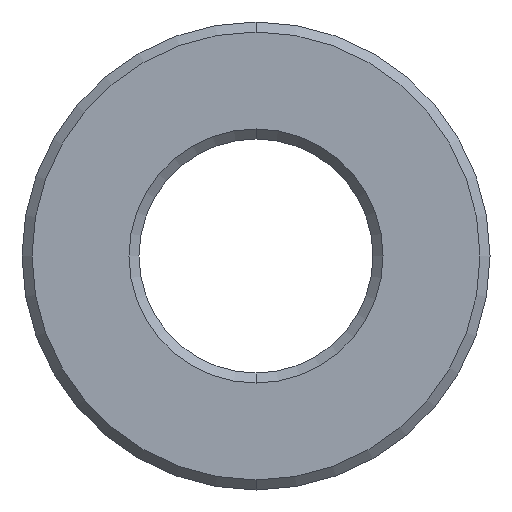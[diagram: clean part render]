
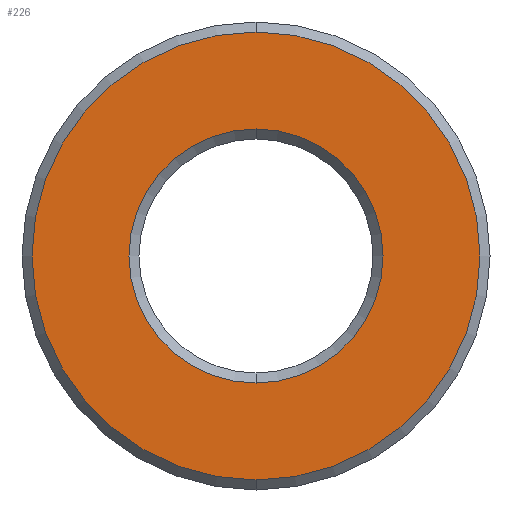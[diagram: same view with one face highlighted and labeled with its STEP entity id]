
A CAD part, front view. The second image highlights one B-rep face of the part: STEP entity #226.
In plain terms, the highlighted planar face has unit normal (0, -1, 0).
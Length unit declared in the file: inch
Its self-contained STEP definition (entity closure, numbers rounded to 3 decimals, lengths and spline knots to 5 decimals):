
#14 = PLANE ( 'NONE',  #125 ) ;
#16 = DIRECTION ( 'NONE',  ( 0., 0., -1. ) ) ;
#27 = DIRECTION ( 'NONE',  ( 0., 1., 0. ) ) ;
#46 = CARTESIAN_POINT ( 'NONE',  ( 0., -0.0625, -0.1015 ) ) ;
#47 = CARTESIAN_POINT ( 'NONE',  ( 0., -0.0625, 0. ) ) ;
#59 = CARTESIAN_POINT ( 'NONE',  ( 0., -0.0625, 0. ) ) ;
#70 = AXIS2_PLACEMENT_3D ( 'NONE', #59, #401, #256 ) ;
#71 = VERTEX_POINT ( 'NONE', #46 ) ;
#79 = AXIS2_PLACEMENT_3D ( 'NONE', #133, #27, #377 ) ;
#82 = CARTESIAN_POINT ( 'NONE',  ( 0., -0.0625, -0.179 ) ) ;
#100 = VERTEX_POINT ( 'NONE', #383 ) ;
#111 = CARTESIAN_POINT ( 'NONE',  ( 0., -0.0625, 0. ) ) ;
#115 = VERTEX_POINT ( 'NONE', #325 ) ;
#125 = AXIS2_PLACEMENT_3D ( 'NONE', #111, #147, #16 ) ;
#129 = ORIENTED_EDGE ( 'NONE', *, *, #414, .T. ) ;
#133 = CARTESIAN_POINT ( 'NONE',  ( 0., -0.0625, 0. ) ) ;
#147 = DIRECTION ( 'NONE',  ( 0., -1., 0. ) ) ;
#159 = EDGE_LOOP ( 'NONE', ( #129, #375 ) ) ;
#164 = FACE_BOUND ( 'NONE', #159, .T. ) ;
#166 = EDGE_CURVE ( 'NONE', #100, #231, #182, .T. ) ;
#182 = CIRCLE ( 'NONE', #354, 0.179 ) ;
#184 = EDGE_LOOP ( 'NONE', ( #346, #252 ) ) ;
#226 = ADVANCED_FACE ( 'NONE', ( #237, #164 ), #14, .T. ) ;
#231 = VERTEX_POINT ( 'NONE', #82 ) ;
#237 = FACE_OUTER_BOUND ( 'NONE', #184, .T. ) ;
#246 = AXIS2_PLACEMENT_3D ( 'NONE', #268, #371, #304 ) ;
#252 = ORIENTED_EDGE ( 'NONE', *, *, #287, .T. ) ;
#256 = DIRECTION ( 'NONE',  ( 0., 0., -1. ) ) ;
#259 = CIRCLE ( 'NONE', #246, 0.1015 ) ;
#268 = CARTESIAN_POINT ( 'NONE',  ( 0., -0.0625, 0. ) ) ;
#287 = EDGE_CURVE ( 'NONE', #231, #100, #376, .T. ) ;
#288 = DIRECTION ( 'NONE',  ( 0., -1., 0. ) ) ;
#290 = DIRECTION ( 'NONE',  ( 0., 0., -1. ) ) ;
#304 = DIRECTION ( 'NONE',  ( 0., 0., -1. ) ) ;
#325 = CARTESIAN_POINT ( 'NONE',  ( 0., -0.0625, 0.1015 ) ) ;
#346 = ORIENTED_EDGE ( 'NONE', *, *, #166, .T. ) ;
#354 = AXIS2_PLACEMENT_3D ( 'NONE', #47, #288, #290 ) ;
#370 = CIRCLE ( 'NONE', #79, 0.1015 ) ;
#371 = DIRECTION ( 'NONE',  ( 0., 1., 0. ) ) ;
#375 = ORIENTED_EDGE ( 'NONE', *, *, #386, .T. ) ;
#376 = CIRCLE ( 'NONE', #70, 0.179 ) ;
#377 = DIRECTION ( 'NONE',  ( 0., 0., -1. ) ) ;
#383 = CARTESIAN_POINT ( 'NONE',  ( 0., -0.0625, 0.179 ) ) ;
#386 = EDGE_CURVE ( 'NONE', #115, #71, #370, .T. ) ;
#401 = DIRECTION ( 'NONE',  ( 0., -1., 0. ) ) ;
#414 = EDGE_CURVE ( 'NONE', #71, #115, #259, .T. ) ;
